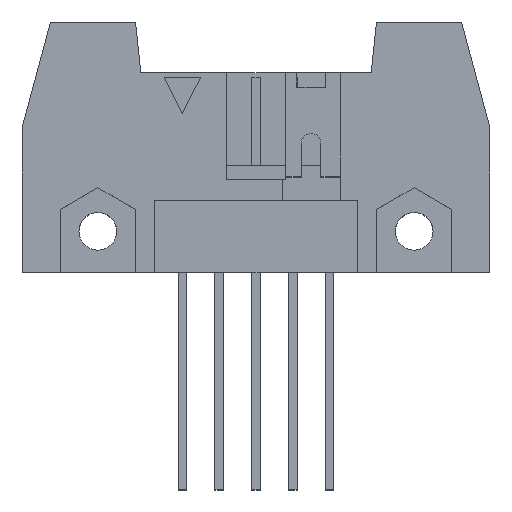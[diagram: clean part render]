
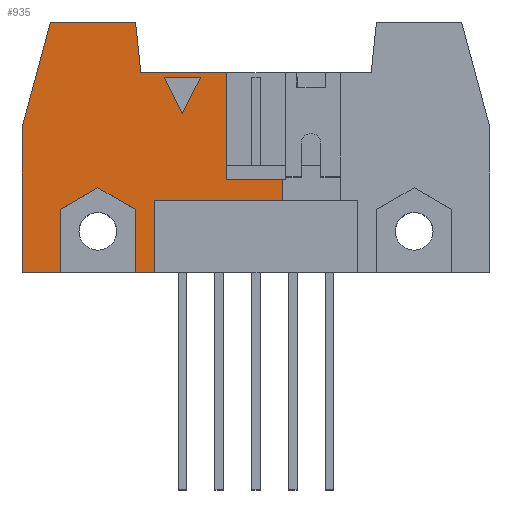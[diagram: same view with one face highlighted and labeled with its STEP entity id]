
A CAD part, top view. The second image highlights one B-rep face of the part: STEP entity #935.
In plain terms, the highlighted planar face has unit normal (0, 0, 1).
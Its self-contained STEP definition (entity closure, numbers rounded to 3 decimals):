
#716=FACE_BOUND('',#1507,.T.);
#717=FACE_BOUND('',#1508,.T.);
#935=ADVANCED_FACE('',(#716,#717),#1125,.T.);
#1125=PLANE('',#4599);
#1507=EDGE_LOOP('',(#2323,#2324,#2325));
#1508=EDGE_LOOP('',(#2326,#2327,#2328,#2329,#2330,#2331,#2332,#2333,#2334,
#2335,#2336,#2337,#2338,#2339,#2340,#2341));
#2323=ORIENTED_EDGE('',*,*,#3165,.T.);
#2324=ORIENTED_EDGE('',*,*,#3158,.T.);
#2325=ORIENTED_EDGE('',*,*,#3162,.T.);
#2326=ORIENTED_EDGE('',*,*,#3373,.T.);
#2327=ORIENTED_EDGE('',*,*,#3371,.T.);
#2328=ORIENTED_EDGE('',*,*,#3199,.T.);
#2329=ORIENTED_EDGE('',*,*,#3185,.F.);
#2330=ORIENTED_EDGE('',*,*,#3188,.F.);
#2331=ORIENTED_EDGE('',*,*,#3191,.F.);
#2332=ORIENTED_EDGE('',*,*,#3374,.F.);
#2333=ORIENTED_EDGE('',*,*,#3375,.F.);
#2334=ORIENTED_EDGE('',*,*,#3376,.F.);
#2335=ORIENTED_EDGE('',*,*,#3181,.T.);
#2336=ORIENTED_EDGE('',*,*,#3171,.T.);
#2337=ORIENTED_EDGE('',*,*,#3174,.T.);
#2338=ORIENTED_EDGE('',*,*,#3177,.T.);
#2339=ORIENTED_EDGE('',*,*,#3377,.F.);
#2340=ORIENTED_EDGE('',*,*,#3334,.T.);
#2341=ORIENTED_EDGE('',*,*,#3338,.T.);
#2740=VERTEX_POINT('',#6047);
#2741=VERTEX_POINT('',#6049);
#2743=VERTEX_POINT('',#6055);
#2747=VERTEX_POINT('',#6070);
#2750=VERTEX_POINT('',#6075);
#2752=VERTEX_POINT('',#6081);
#2754=VERTEX_POINT('',#6087);
#2756=VERTEX_POINT('',#6095);
#2757=VERTEX_POINT('',#6099);
#2760=VERTEX_POINT('',#6104);
#2762=VERTEX_POINT('',#6110);
#2765=VERTEX_POINT('',#6117);
#2770=VERTEX_POINT('',#6134);
#2864=VERTEX_POINT('',#6406);
#2865=VERTEX_POINT('',#6407);
#2866=VERTEX_POINT('',#6412);
#2886=VERTEX_POINT('',#6477);
#2887=VERTEX_POINT('',#6483);
#2888=VERTEX_POINT('',#6485);
#3158=EDGE_CURVE('',#2741,#2740,#3669,.T.);
#3162=EDGE_CURVE('',#2740,#2743,#3673,.T.);
#3165=EDGE_CURVE('',#2743,#2741,#3676,.T.);
#3171=EDGE_CURVE('',#2747,#2750,#3680,.T.);
#3174=EDGE_CURVE('',#2750,#2752,#3683,.T.);
#3177=EDGE_CURVE('',#2752,#2754,#3686,.T.);
#3181=EDGE_CURVE('',#2756,#2747,#3690,.T.);
#3185=EDGE_CURVE('',#2760,#2757,#3694,.T.);
#3188=EDGE_CURVE('',#2762,#2760,#3697,.T.);
#3191=EDGE_CURVE('',#2765,#2762,#3700,.T.);
#3199=EDGE_CURVE('',#2770,#2757,#3708,.T.);
#3334=EDGE_CURVE('',#2864,#2865,#3835,.T.);
#3338=EDGE_CURVE('',#2865,#2866,#3839,.T.);
#3371=EDGE_CURVE('',#2886,#2770,#3870,.T.);
#3373=EDGE_CURVE('',#2866,#2886,#3872,.T.);
#3374=EDGE_CURVE('',#2887,#2765,#3873,.T.);
#3375=EDGE_CURVE('',#2888,#2887,#3874,.T.);
#3376=EDGE_CURVE('',#2756,#2888,#3875,.T.);
#3377=EDGE_CURVE('',#2864,#2754,#3876,.T.);
#3669=LINE('',#6048,#4162);
#3673=LINE('',#6057,#4166);
#3676=LINE('',#6062,#4169);
#3680=LINE('',#6076,#4173);
#3683=LINE('',#6082,#4176);
#3686=LINE('',#6088,#4179);
#3690=LINE('',#6096,#4183);
#3694=LINE('',#6105,#4187);
#3697=LINE('',#6111,#4190);
#3700=LINE('',#6118,#4193);
#3708=LINE('',#6133,#4201);
#3835=LINE('',#6405,#4328);
#3839=LINE('',#6414,#4332);
#3870=LINE('',#6476,#4363);
#3872=LINE('',#6480,#4365);
#3873=LINE('',#6482,#4366);
#3874=LINE('',#6484,#4367);
#3875=LINE('',#6486,#4368);
#3876=LINE('',#6487,#4369);
#4162=VECTOR('',#5066,1.);
#4166=VECTOR('',#5072,1.);
#4169=VECTOR('',#5079,1.);
#4173=VECTOR('',#5091,1.);
#4176=VECTOR('',#5096,1.);
#4179=VECTOR('',#5101,1.);
#4183=VECTOR('',#5109,1.);
#4187=VECTOR('',#5115,1.);
#4190=VECTOR('',#5120,1.);
#4193=VECTOR('',#5125,1.);
#4201=VECTOR('',#5139,1.);
#4328=VECTOR('',#5368,1.);
#4332=VECTOR('',#5374,1.);
#4363=VECTOR('',#5431,1.);
#4365=VECTOR('',#5435,1.);
#4366=VECTOR('',#5438,1.);
#4367=VECTOR('',#5439,1.);
#4368=VECTOR('',#5440,1.);
#4369=VECTOR('',#5441,1.);
#4599=AXIS2_PLACEMENT_3D('',#6488,#5442,#5443);
#5066=DIRECTION('',(-0.447,-0.894,0.));
#5072=DIRECTION('',(-0.447,0.894,0.));
#5079=DIRECTION('',(1.,0.,0.));
#5091=DIRECTION('',(0.866,0.5,0.));
#5096=DIRECTION('',(0.866,-0.5,0.));
#5101=DIRECTION('',(0.,-1.,0.));
#5109=DIRECTION('',(0.,1.,0.));
#5115=DIRECTION('',(1.,0.,0.));
#5120=DIRECTION('',(0.103,-0.995,0.));
#5125=DIRECTION('',(1.,0.,0.));
#5139=DIRECTION('',(0.,1.,0.));
#5368=DIRECTION('',(0.,1.,0.));
#5374=DIRECTION('',(1.,0.,0.));
#5431=DIRECTION('',(-1.,0.,0.));
#5435=DIRECTION('',(0.,1.,0.));
#5438=DIRECTION('',(0.259,0.966,0.));
#5439=DIRECTION('',(0.,1.,0.));
#5440=DIRECTION('',(-1.,0.,0.));
#5441=DIRECTION('',(-1.,0.,0.));
#5442=DIRECTION('',(0.,0.,1.));
#5443=DIRECTION('',(1.,0.,0.));
#6047=CARTESIAN_POINT('',(-20.503,13.59,8.5));
#6048=CARTESIAN_POINT('',(-19.253,16.09,8.5));
#6049=CARTESIAN_POINT('',(-19.253,16.09,8.5));
#6055=CARTESIAN_POINT('',(-21.753,16.09,8.5));
#6057=CARTESIAN_POINT('',(-20.503,13.59,8.5));
#6062=CARTESIAN_POINT('',(-21.753,16.09,8.5));
#6070=CARTESIAN_POINT('',(-28.943,6.945,8.5));
#6075=CARTESIAN_POINT('',(-26.343,8.446,8.5));
#6076=CARTESIAN_POINT('',(-28.943,6.945,8.5));
#6081=CARTESIAN_POINT('',(-23.743,6.945,8.5));
#6082=CARTESIAN_POINT('',(-26.343,8.446,8.5));
#6087=CARTESIAN_POINT('',(-23.743,2.59,8.5));
#6088=CARTESIAN_POINT('',(-23.743,6.945,8.5));
#6095=CARTESIAN_POINT('',(-28.943,2.59,8.5));
#6096=CARTESIAN_POINT('',(-28.943,2.59,8.5));
#6099=CARTESIAN_POINT('',(-17.473,16.39,8.5));
#6104=CARTESIAN_POINT('',(-23.374,16.39,8.5));
#6105=CARTESIAN_POINT('',(-23.374,16.39,8.5));
#6110=CARTESIAN_POINT('',(-23.738,19.89,8.5));
#6111=CARTESIAN_POINT('',(-23.738,19.89,8.5));
#6117=CARTESIAN_POINT('',(-29.617,19.89,8.5));
#6118=CARTESIAN_POINT('',(-29.617,19.89,8.5));
#6133=CARTESIAN_POINT('',(-17.473,8.99,8.5));
#6134=CARTESIAN_POINT('',(-17.473,8.99,8.5));
#6405=CARTESIAN_POINT('',(-22.423,2.59,8.5));
#6406=CARTESIAN_POINT('',(-22.423,2.59,8.5));
#6407=CARTESIAN_POINT('',(-22.423,7.59,8.5));
#6412=CARTESIAN_POINT('',(-13.613,7.59,8.5));
#6414=CARTESIAN_POINT('',(-22.423,7.59,8.5));
#6476=CARTESIAN_POINT('',(-13.613,8.99,8.5));
#6477=CARTESIAN_POINT('',(-13.613,8.99,8.5));
#6480=CARTESIAN_POINT('',(-13.613,7.59,8.5));
#6482=CARTESIAN_POINT('',(-31.573,12.59,8.5));
#6483=CARTESIAN_POINT('',(-31.573,12.59,8.5));
#6484=CARTESIAN_POINT('',(-31.573,2.59,8.5));
#6485=CARTESIAN_POINT('',(-31.573,2.59,8.5));
#6486=CARTESIAN_POINT('',(-28.943,2.59,8.5));
#6487=CARTESIAN_POINT('',(-22.423,2.59,8.5));
#6488=CARTESIAN_POINT('',(-33.188,1.725,8.5));
